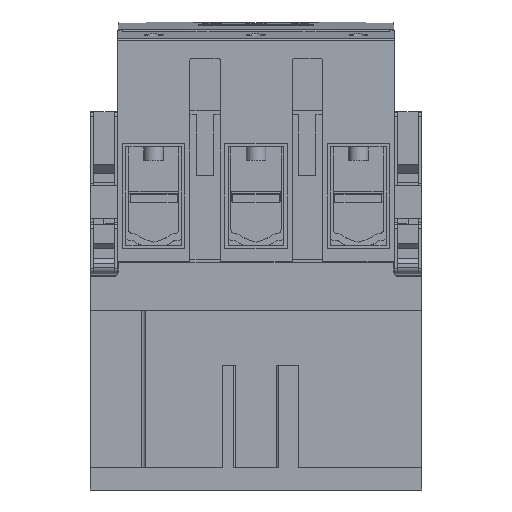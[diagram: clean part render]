
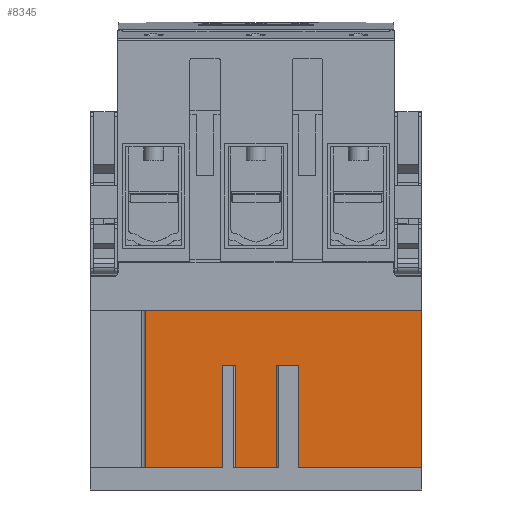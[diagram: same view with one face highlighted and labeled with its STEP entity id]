
A CAD part, front view. The second image highlights one B-rep face of the part: STEP entity #8345.
In plain terms, the highlighted planar face has unit normal (0, -1, 0).
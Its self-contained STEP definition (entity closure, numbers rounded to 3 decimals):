
#8345=ADVANCED_FACE('',(#17095),#17096,.T.);
#17095=FACE_OUTER_BOUND('',#26071,.T.);
#17096=PLANE('',#26072);
#26071=EDGE_LOOP('',(#53353,#53354,#53355,#53356,#53357,#53358,#53359,#53360,#53361,#53362,#53363,#53364));
#26072=AXIS2_PLACEMENT_3D('',#53365,#53366,#53367);
#53353=ORIENTED_EDGE('',*,*,#65801,.T.);
#53354=ORIENTED_EDGE('',*,*,#65799,.F.);
#53355=ORIENTED_EDGE('',*,*,#65738,.T.);
#53356=ORIENTED_EDGE('',*,*,#65677,.T.);
#53357=ORIENTED_EDGE('',*,*,#65807,.T.);
#53358=ORIENTED_EDGE('',*,*,#65816,.T.);
#53359=ORIENTED_EDGE('',*,*,#65828,.F.);
#53360=ORIENTED_EDGE('',*,*,#65898,.T.);
#53361=ORIENTED_EDGE('',*,*,#65860,.T.);
#53362=ORIENTED_EDGE('',*,*,#65885,.T.);
#53363=ORIENTED_EDGE('',*,*,#65821,.F.);
#53364=ORIENTED_EDGE('',*,*,#65819,.T.);
#53365=CARTESIAN_POINT('',(60.0,20.0,0.0));
#53366=DIRECTION('',(0.0,-1.0,0.0));
#53367=DIRECTION('',(0.0,0.0,1.0));
#65677=EDGE_CURVE('',#82192,#82189,#82193,.T.);
#65738=EDGE_CURVE('',#82284,#82192,#82285,.T.);
#65799=EDGE_CURVE('',#82284,#82374,#82376,.T.);
#65801=EDGE_CURVE('',#82378,#82374,#82379,.T.);
#65807=EDGE_CURVE('',#82189,#82386,#82388,.T.);
#65816=EDGE_CURVE('',#82386,#82399,#82401,.T.);
#65819=EDGE_CURVE('',#82403,#82378,#82405,.T.);
#65821=EDGE_CURVE('',#82403,#82407,#82408,.T.);
#65828=EDGE_CURVE('',#82416,#82399,#82418,.T.);
#65860=EDGE_CURVE('',#82451,#82449,#82452,.T.);
#65885=EDGE_CURVE('',#82449,#82407,#82482,.T.);
#65898=EDGE_CURVE('',#82416,#82451,#82497,.T.);
#82189=VERTEX_POINT('',#108018);
#82192=VERTEX_POINT('',#108021);
#82193=LINE('',#108022,#108023);
#82284=VERTEX_POINT('',#108144);
#82285=LINE('',#108145,#108146);
#82374=VERTEX_POINT('',#108264);
#82376=LINE('',#108266,#108267);
#82378=VERTEX_POINT('',#108269);
#82379=LINE('',#108270,#108271);
#82386=VERTEX_POINT('',#108281);
#82388=LINE('',#108284,#108285);
#82399=VERTEX_POINT('',#108301);
#82401=LINE('',#108304,#108305);
#82403=VERTEX_POINT('',#108307);
#82405=LINE('',#108310,#108311);
#82407=VERTEX_POINT('',#108313);
#82408=LINE('',#108314,#108315);
#82416=VERTEX_POINT('',#108325);
#82418=LINE('',#108328,#108329);
#82449=VERTEX_POINT('',#108372);
#82451=VERTEX_POINT('',#108375);
#82452=LINE('',#108376,#108377);
#82482=LINE('',#108419,#108420);
#82497=LINE('',#108441,#108442);
#108018=CARTESIAN_POINT('',(72.85,20.0,45.0));
#108021=CARTESIAN_POINT('',(72.85,20.0,8.0));
#108022=CARTESIAN_POINT('',(72.85,20.0,8.0));
#108023=VECTOR('',#121964,1.0);
#108144=CARTESIAN_POINT('',(50.15,20.0,8.0));
#108145=CARTESIAN_POINT('',(50.15,20.0,8.0));
#108146=VECTOR('',#122040,1.0);
#108264=CARTESIAN_POINT('',(50.15,20.0,45.0));
#108266=CARTESIAN_POINT('',(50.15,20.0,8.0));
#108267=VECTOR('',#122118,1.0);
#108269=CARTESIAN_POINT('',(47.75,20.0,45.0));
#108270=CARTESIAN_POINT('',(60.75,20.0,45.0));
#108271=VECTOR('',#122119,1.0);
#108281=CARTESIAN_POINT('',(75.25,20.0,45.0));
#108284=CARTESIAN_POINT('',(60.75,20.0,45.0));
#108285=VECTOR('',#122124,1.0);
#108301=CARTESIAN_POINT('',(75.25,20.0,8.0));
#108304=CARTESIAN_POINT('',(75.25,20.0,0.0));
#108305=VECTOR('',#122131,1.0);
#108307=CARTESIAN_POINT('',(47.75,20.0,8.0));
#108310=CARTESIAN_POINT('',(47.75,20.0,0.0));
#108311=VECTOR('',#122133,1.0);
#108313=CARTESIAN_POINT('',(20.1,20.0,8.0));
#108314=CARTESIAN_POINT('',(60.0,20.0,8.0));
#108315=VECTOR('',#122134,1.0);
#108325=CARTESIAN_POINT('',(120.0,20.0,8.0));
#108328=CARTESIAN_POINT('',(60.0,20.0,8.0));
#108329=VECTOR('',#122144,1.0);
#108372=CARTESIAN_POINT('',(20.1,20.0,64.8));
#108375=CARTESIAN_POINT('',(120.0,20.0,64.8));
#108376=CARTESIAN_POINT('',(30.0,20.0,64.8));
#108377=VECTOR('',#122161,1.0);
#108419=CARTESIAN_POINT('',(20.1,20.0,4.0));
#108420=VECTOR('',#122180,1.0);
#108441=CARTESIAN_POINT('',(120.0,20.0,0.0));
#108442=VECTOR('',#122187,1.0);
#121964=DIRECTION('',(0.0,0.0,1.0));
#122040=DIRECTION('',(1.0,0.0,0.0));
#122118=DIRECTION('',(0.0,0.0,1.0));
#122119=DIRECTION('',(1.0,0.0,0.0));
#122124=DIRECTION('',(1.0,0.0,0.0));
#122131=DIRECTION('',(0.0,0.0,-1.0));
#122133=DIRECTION('',(0.0,-0.0,1.0));
#122134=DIRECTION('',(-1.0,-0.0,0.0));
#122144=DIRECTION('',(-1.0,-0.0,0.0));
#122161=DIRECTION('',(-1.0,0.0,0.0));
#122180=DIRECTION('',(0.0,0.0,-1.0));
#122187=DIRECTION('',(0.0,0.0,1.0));
